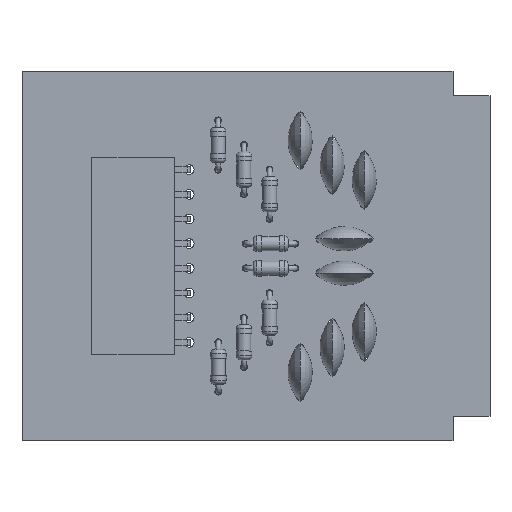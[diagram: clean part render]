
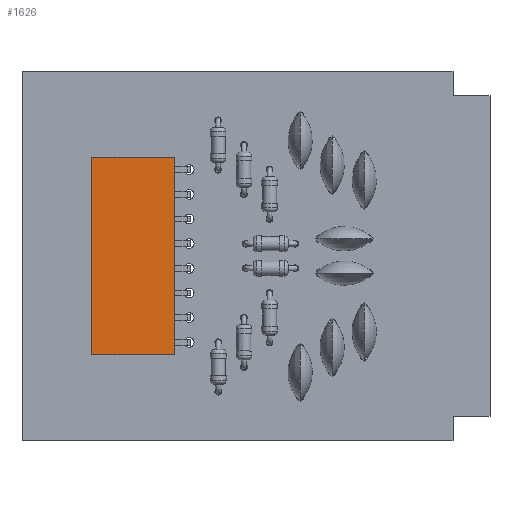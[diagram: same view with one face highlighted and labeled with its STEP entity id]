
A CAD part, top view. The second image highlights one B-rep face of the part: STEP entity #1626.
In plain terms, the highlighted planar face has unit normal (0, 0, 1).
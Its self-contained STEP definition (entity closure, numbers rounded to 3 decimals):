
#1626 = ADVANCED_FACE('',(#1627),#1661,.F.);
#1627 = FACE_BOUND('',#1628,.F.);
#1628 = EDGE_LOOP('',(#1629,#1639,#1647,#1655));
#1629 = ORIENTED_EDGE('',*,*,#1630,.T.);
#1630 = EDGE_CURVE('',#1631,#1633,#1635,.T.);
#1631 = VERTEX_POINT('',#1632);
#1632 = CARTESIAN_POINT('',(-1.52,-19.05,2.54));
#1633 = VERTEX_POINT('',#1634);
#1634 = CARTESIAN_POINT('',(-10.03,-19.05,2.54));
#1635 = LINE('',#1636,#1637);
#1636 = CARTESIAN_POINT('',(-1.52,-19.05,2.54));
#1637 = VECTOR('',#1638,1.);
#1638 = DIRECTION('',(-1.,0.,0.));
#1639 = ORIENTED_EDGE('',*,*,#1640,.T.);
#1640 = EDGE_CURVE('',#1633,#1641,#1643,.T.);
#1641 = VERTEX_POINT('',#1642);
#1642 = CARTESIAN_POINT('',(-10.03,1.27,2.54));
#1643 = LINE('',#1644,#1645);
#1644 = CARTESIAN_POINT('',(-10.03,-19.05,2.54));
#1645 = VECTOR('',#1646,1.);
#1646 = DIRECTION('',(0.,1.,0.));
#1647 = ORIENTED_EDGE('',*,*,#1648,.F.);
#1648 = EDGE_CURVE('',#1649,#1641,#1651,.T.);
#1649 = VERTEX_POINT('',#1650);
#1650 = CARTESIAN_POINT('',(-1.52,1.27,2.54));
#1651 = LINE('',#1652,#1653);
#1652 = CARTESIAN_POINT('',(-1.52,1.27,2.54));
#1653 = VECTOR('',#1654,1.);
#1654 = DIRECTION('',(-1.,0.,0.));
#1655 = ORIENTED_EDGE('',*,*,#1656,.F.);
#1656 = EDGE_CURVE('',#1631,#1649,#1657,.T.);
#1657 = LINE('',#1658,#1659);
#1658 = CARTESIAN_POINT('',(-1.52,-19.05,2.54));
#1659 = VECTOR('',#1660,1.);
#1660 = DIRECTION('',(0.,1.,0.));
#1661 = PLANE('',#1662);
#1662 = AXIS2_PLACEMENT_3D('',#1663,#1664,#1665);
#1663 = CARTESIAN_POINT('',(-1.52,-19.05,2.54));
#1664 = DIRECTION('',(0.,0.,-1.));
#1665 = DIRECTION('',(0.,1.,0.));
